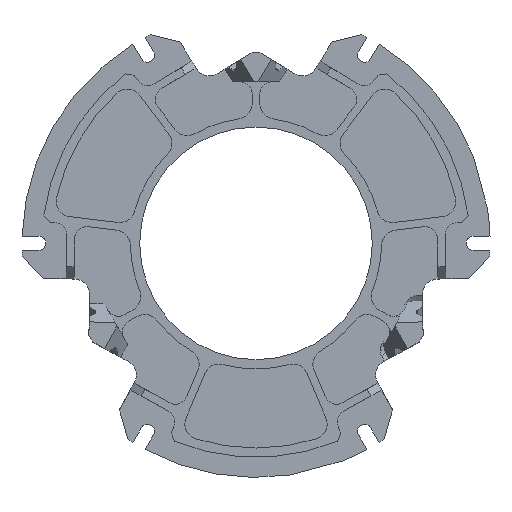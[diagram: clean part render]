
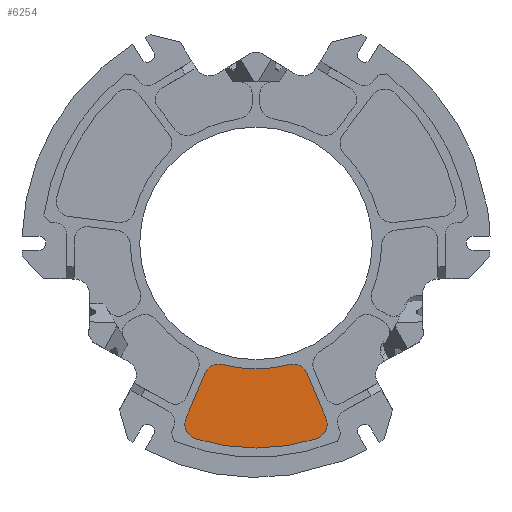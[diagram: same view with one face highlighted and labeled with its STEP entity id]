
A CAD part, front view. The second image highlights one B-rep face of the part: STEP entity #6254.
In plain terms, the highlighted planar face has unit normal (0, -1, 0).
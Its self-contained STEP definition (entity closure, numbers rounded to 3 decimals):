
#21 = DIRECTION ( 'NONE',  ( 0., 0., -1. ) ) ;
#70 = CARTESIAN_POINT ( 'NONE',  ( -45.117, -10., -112.687 ) ) ;
#141 = DIRECTION ( 'NONE',  ( 0., 0., 1. ) ) ;
#376 = EDGE_CURVE ( 'Defeatured_0_3+Defeatured_0_187+Defeatured_0_186+Defeatured_0_188', #486, #6284, #5157, .T. ) ;
#394 = CARTESIAN_POINT ( 'NONE',  ( 45.117, -10., -112.687 ) ) ;
#464 = AXIS2_PLACEMENT_3D ( 'NONE', #6932, #4195, #141 ) ;
#486 = VERTEX_POINT ( 'NONE', #677 ) ;
#668 = ORIENTED_EDGE ( 'NONE', *, *, #1634, .T. ) ;
#677 = CARTESIAN_POINT ( 'NONE',  ( 45.117, -10., -112.687 ) ) ;
#726 = CARTESIAN_POINT ( 'NONE',  ( -32.918, -10., -83.949 ) ) ;
#848 = LINE ( 'NONE', #3562, #3546 ) ;
#879 = EDGE_LOOP ( 'NONE', ( #2880, #5126, #7642, #5779, #4975, #4897, #8435, #5943, #668, #4614 ) ) ;
#950 = DIRECTION ( 'NONE',  ( 0., 0., -1. ) ) ;
#1050 = AXIS2_PLACEMENT_3D ( 'NONE', #3457, #8115, #6152 ) ;
#1062 = CIRCLE ( 'NONE', #7433, 132. ) ;
#1165 = DIRECTION ( 'NONE',  ( -0.391, 0., 0.921 ) ) ;
#1414 = CARTESIAN_POINT ( 'NONE',  ( -23.713, -10., -87.856 ) ) ;
#1492 = PLANE ( 'NONE',  #464 ) ;
#1520 = CARTESIAN_POINT ( 'NONE',  ( 21.107, -10., -78.202 ) ) ;
#1521 = CARTESIAN_POINT ( 'NONE',  ( -21.107, -10., -78.202 ) ) ;
#1634 = EDGE_CURVE ( 'Defeatured_0_3+Defeatured_0_191+Defeatured_0_190+Defeatured_0_192', #6239, #2248, #848, .T. ) ;
#1654 = AXIS2_PLACEMENT_3D ( 'NONE', #6247, #7085, #7746 ) ;
#1681 = CARTESIAN_POINT ( 'NONE',  ( 35.912, -10., -116.595 ) ) ;
#1695 = DIRECTION ( 'NONE',  ( 0., 0., -1. ) ) ;
#2121 = DIRECTION ( 'NONE',  ( 0., 0., -1. ) ) ;
#2165 = VERTEX_POINT ( 'NONE', #8548 ) ;
#2248 = VERTEX_POINT ( 'NONE', #70 ) ;
#2321 = CARTESIAN_POINT ( 'NONE',  ( 23.713, -10., -77.856 ) ) ;
#2370 = DIRECTION ( 'NONE',  ( 0., 1., 0. ) ) ;
#2699 = DIRECTION ( 'NONE',  ( 0., -1., 0. ) ) ;
#2707 = VERTEX_POINT ( 'NONE', #1521 ) ;
#2821 = DIRECTION ( 'NONE',  ( 0., -1., 0. ) ) ;
#2880 = ORIENTED_EDGE ( 'NONE', *, *, #7277, .T. ) ;
#2975 = EDGE_CURVE ( 'Defeatured_0_3+Defeatured_0_192+Defeatured_0_191+Defeatured_0_193', #2248, #3282, #3714, .T. ) ;
#3049 = EDGE_CURVE ( 'Defeatured_0_3+Defeatured_0_190+Defeatured_0_189+Defeatured_0_191', #2707, #2165, #4557, .T. ) ;
#3057 = CIRCLE ( 'NONE', #5600, 10. ) ;
#3123 = CARTESIAN_POINT ( 'NONE',  ( -38.856, -10., -126.152 ) ) ;
#3282 = VERTEX_POINT ( 'NONE', #3123 ) ;
#3457 = CARTESIAN_POINT ( 'NONE',  ( 23.713, -10., -87.856 ) ) ;
#3546 = VECTOR ( 'NONE', #8395, 1000. ) ;
#3562 = CARTESIAN_POINT ( 'NONE',  ( -45.117, -10., -112.687 ) ) ;
#3714 = CIRCLE ( 'NONE', #6681, 10. ) ;
#4003 = AXIS2_PLACEMENT_3D ( 'NONE', #4280, #2821, #950 ) ;
#4178 = CIRCLE ( 'NONE', #1050, 10. ) ;
#4195 = DIRECTION ( 'NONE',  ( 0., 1., 0. ) ) ;
#4280 = CARTESIAN_POINT ( 'NONE',  ( -23.713, -10., -87.856 ) ) ;
#4330 = AXIS2_PLACEMENT_3D ( 'NONE', #5630, #2370, #1695 ) ;
#4380 = DIRECTION ( 'NONE',  ( 0., -1., 0. ) ) ;
#4557 = CIRCLE ( 'NONE', #4003, 10. ) ;
#4614 = ORIENTED_EDGE ( 'NONE', *, *, #2975, .T. ) ;
#4897 = ORIENTED_EDGE ( 'NONE', *, *, #7445, .T. ) ;
#4975 = ORIENTED_EDGE ( 'NONE', *, *, #7888, .T. ) ;
#4980 = CARTESIAN_POINT ( 'NONE',  ( 32.918, -10., -83.949 ) ) ;
#5065 = VERTEX_POINT ( 'NONE', #1520 ) ;
#5126 = ORIENTED_EDGE ( 'NONE', *, *, #6578, .T. ) ;
#5157 = LINE ( 'NONE', #394, #5654 ) ;
#5336 = EDGE_CURVE ( 'Defeatured_0_3+Defeatured_0_188+Defeatured_0_187+Defeatured_0_189', #6284, #7452, #4178, .T. ) ;
#5505 = FACE_OUTER_BOUND ( 'NONE', #879, .T. ) ;
#5514 = CARTESIAN_POINT ( 'NONE',  ( 38.856, -10., -126.152 ) ) ;
#5600 = AXIS2_PLACEMENT_3D ( 'NONE', #1414, #2699, #2121 ) ;
#5630 = CARTESIAN_POINT ( 'NONE',  ( 0., -10., 0. ) ) ;
#5654 = VECTOR ( 'NONE', #1165, 1000. ) ;
#5779 = ORIENTED_EDGE ( 'NONE', *, *, #5336, .T. ) ;
#5848 = VERTEX_POINT ( 'NONE', #5514 ) ;
#5943 = ORIENTED_EDGE ( 'NONE', *, *, #8096, .T. ) ;
#6123 = CARTESIAN_POINT ( 'NONE',  ( 0., -10., 0. ) ) ;
#6152 = DIRECTION ( 'NONE',  ( 0., 0., 1. ) ) ;
#6169 = DIRECTION ( 'NONE',  ( 0., -1., 0. ) ) ;
#6239 = VERTEX_POINT ( 'NONE', #726 ) ;
#6247 = CARTESIAN_POINT ( 'NONE',  ( 23.713, -10., -87.856 ) ) ;
#6254 = ADVANCED_FACE ( 'Defeatured_0_3', ( #5505 ), #1492, .F. ) ;
#6284 = VERTEX_POINT ( 'NONE', #4980 ) ;
#6314 = CIRCLE ( 'NONE', #4330, 81. ) ;
#6318 = CIRCLE ( 'NONE', #1654, 10. ) ;
#6578 = EDGE_CURVE ( 'Defeatured_0_3+Defeatured_0_186+Defeatured_0_193+Defeatured_0_187', #5848, #486, #7426, .T. ) ;
#6681 = AXIS2_PLACEMENT_3D ( 'NONE', #8150, #6817, #21 ) ;
#6817 = DIRECTION ( 'NONE',  ( 0., -1., 0. ) ) ;
#6843 = DIRECTION ( 'NONE',  ( 0., 0., -1. ) ) ;
#6932 = CARTESIAN_POINT ( 'NONE',  ( 0., -10., 0. ) ) ;
#7084 = DIRECTION ( 'NONE',  ( 0., 0., 1. ) ) ;
#7085 = DIRECTION ( 'NONE',  ( 0., -1., 0. ) ) ;
#7277 = EDGE_CURVE ( 'Defeatured_0_3+Defeatured_0_193+Defeatured_0_192+Defeatured_0_186', #3282, #5848, #1062, .T. ) ;
#7426 = CIRCLE ( 'NONE', #7994, 10. ) ;
#7433 = AXIS2_PLACEMENT_3D ( 'NONE', #6123, #6169, #6843 ) ;
#7445 = EDGE_CURVE ( 'Defeatured_0_3+Defeatured_0_189+Defeatured_0_188+Defeatured_0_190', #5065, #2707, #6314, .T. ) ;
#7452 = VERTEX_POINT ( 'NONE', #2321 ) ;
#7642 = ORIENTED_EDGE ( 'NONE', *, *, #376, .T. ) ;
#7746 = DIRECTION ( 'NONE',  ( 0., 0., 1. ) ) ;
#7888 = EDGE_CURVE ( 'Defeatured_0_3+Defeatured_0_188+Defeatured_0_187+Defeatured_0_189', #7452, #5065, #6318, .T. ) ;
#7994 = AXIS2_PLACEMENT_3D ( 'NONE', #1681, #4380, #7084 ) ;
#8096 = EDGE_CURVE ( 'Defeatured_0_3+Defeatured_0_190+Defeatured_0_189+Defeatured_0_191', #2165, #6239, #3057, .T. ) ;
#8115 = DIRECTION ( 'NONE',  ( 0., -1., 0. ) ) ;
#8150 = CARTESIAN_POINT ( 'NONE',  ( -35.912, -10., -116.595 ) ) ;
#8395 = DIRECTION ( 'NONE',  ( -0.391, 0., -0.921 ) ) ;
#8435 = ORIENTED_EDGE ( 'NONE', *, *, #3049, .T. ) ;
#8548 = CARTESIAN_POINT ( 'NONE',  ( -23.713, -10., -77.856 ) ) ;
